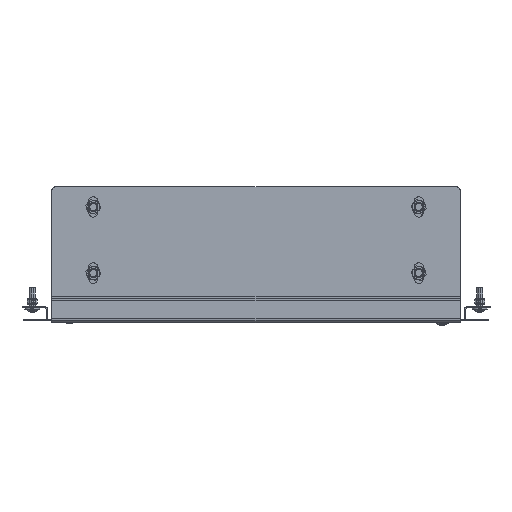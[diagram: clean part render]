
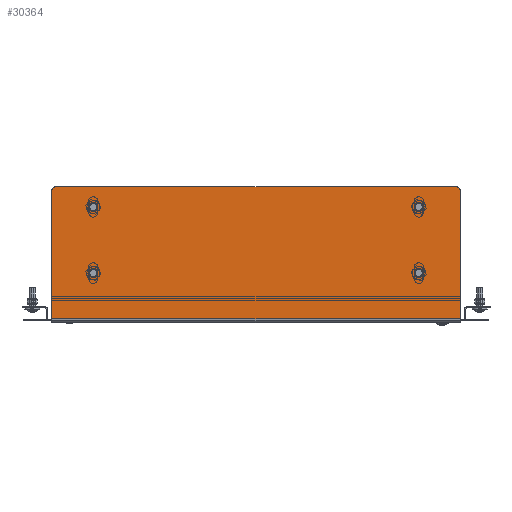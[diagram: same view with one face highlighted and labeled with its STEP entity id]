
A CAD part, front view. The second image highlights one B-rep face of the part: STEP entity #30364.
In plain terms, the highlighted planar face has unit normal (0, -1, 0).
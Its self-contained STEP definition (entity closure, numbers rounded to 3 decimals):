
#320 = FACE_OUTER_BOUND ( 'NONE', #2513, .T. ) ;
#503 = PLANE ( 'NONE',  #19269 ) ;
#644 = VECTOR ( 'NONE', #6405, 1000. ) ;
#688 = CARTESIAN_POINT ( 'NONE',  ( 201., 0., 0. ) ) ;
#842 = DIRECTION ( 'NONE',  ( 0., 1., 0. ) ) ;
#882 = CARTESIAN_POINT ( 'NONE',  ( 160., 0., 109.5 ) ) ;
#1306 = ORIENTED_EDGE ( 'NONE', *, *, #33052, .T. ) ;
#1607 = CIRCLE ( 'NONE', #12192, 4.5 ) ;
#1795 = VERTEX_POINT ( 'NONE', #4144 ) ;
#2263 = EDGE_CURVE ( 'NONE', #22078, #30832, #22682, .T. ) ;
#2356 = ORIENTED_EDGE ( 'NONE', *, *, #19662, .T. ) ;
#2410 = CARTESIAN_POINT ( 'NONE',  ( 160., 0., 118.5 ) ) ;
#2513 = EDGE_LOOP ( 'NONE', ( #14753, #16734, #7974, #13744, #4858, #4424 ) ) ;
#2543 = DIRECTION ( 'NONE',  ( 0., 0., 1. ) ) ;
#2906 = FACE_BOUND ( 'NONE', #27380, .T. ) ;
#3069 = ORIENTED_EDGE ( 'NONE', *, *, #25274, .T. ) ;
#3597 = DIRECTION ( 'NONE',  ( 0., 1., 0. ) ) ;
#3748 = DIRECTION ( 'NONE',  ( 0., 0., 1. ) ) ;
#3799 = CARTESIAN_POINT ( 'NONE',  ( -160., 0., 49. ) ) ;
#4144 = CARTESIAN_POINT ( 'NONE',  ( 201., 0., 4. ) ) ;
#4424 = ORIENTED_EDGE ( 'NONE', *, *, #19391, .T. ) ;
#4622 = VERTEX_POINT ( 'NONE', #13700 ) ;
#4795 = VECTOR ( 'NONE', #34328, 1000. ) ;
#4858 = ORIENTED_EDGE ( 'NONE', *, *, #23500, .F. ) ;
#5081 = DIRECTION ( 'NONE',  ( 0., 1., 0. ) ) ;
#5088 = EDGE_CURVE ( 'NONE', #33908, #7648, #1607, .T. ) ;
#5491 = DIRECTION ( 'NONE',  ( 0., 1., 0. ) ) ;
#6405 = DIRECTION ( 'NONE',  ( 0., 0., -1. ) ) ;
#6527 = CARTESIAN_POINT ( 'NONE',  ( -160., 0., 44.5 ) ) ;
#6823 = EDGE_CURVE ( 'NONE', #4622, #15736, #10554, .T. ) ;
#6995 = CIRCLE ( 'NONE', #32836, 4.5 ) ;
#7030 = DIRECTION ( 'NONE',  ( 0., 1., 0. ) ) ;
#7630 = DIRECTION ( 'NONE',  ( 0., 0., 1. ) ) ;
#7648 = VERTEX_POINT ( 'NONE', #882 ) ;
#7719 = CARTESIAN_POINT ( 'NONE',  ( 201., 0., 129. ) ) ;
#7828 = EDGE_LOOP ( 'NONE', ( #1306, #2356 ) ) ;
#7840 = CARTESIAN_POINT ( 'NONE',  ( 160., 0., 49. ) ) ;
#7974 = ORIENTED_EDGE ( 'NONE', *, *, #12213, .T. ) ;
#8563 = VECTOR ( 'NONE', #32909, 1000. ) ;
#8716 = ORIENTED_EDGE ( 'NONE', *, *, #17853, .T. ) ;
#9159 = LINE ( 'NONE', #25499, #644 ) ;
#9504 = DIRECTION ( 'NONE',  ( 0., 0., 1. ) ) ;
#10384 = CIRCLE ( 'NONE', #30924, 4.5 ) ;
#10389 = CARTESIAN_POINT ( 'NONE',  ( -196., 0., 134. ) ) ;
#10554 = CIRCLE ( 'NONE', #16994, 4.5 ) ;
#11700 = CIRCLE ( 'NONE', #17565, 4.5 ) ;
#11935 = VECTOR ( 'NONE', #36240, 1000. ) ;
#12032 = ORIENTED_EDGE ( 'NONE', *, *, #18170, .T. ) ;
#12135 = DIRECTION ( 'NONE',  ( 0., 0., 1. ) ) ;
#12192 = AXIS2_PLACEMENT_3D ( 'NONE', #13320, #24870, #7630 ) ;
#12213 = EDGE_CURVE ( 'NONE', #30832, #13885, #19674, .T. ) ;
#12559 = DIRECTION ( 'NONE',  ( 0., 0., 1. ) ) ;
#12740 = CARTESIAN_POINT ( 'NONE',  ( -196., 0., 129. ) ) ;
#12749 = AXIS2_PLACEMENT_3D ( 'NONE', #12740, #31702, #12559 ) ;
#13320 = CARTESIAN_POINT ( 'NONE',  ( 160., 0., 114. ) ) ;
#13417 = CARTESIAN_POINT ( 'NONE',  ( 201., 0., 4. ) ) ;
#13700 = CARTESIAN_POINT ( 'NONE',  ( -160., 0., 118.5 ) ) ;
#13744 = ORIENTED_EDGE ( 'NONE', *, *, #16722, .F. ) ;
#13885 = VERTEX_POINT ( 'NONE', #31584 ) ;
#14267 = VERTEX_POINT ( 'NONE', #6527 ) ;
#14314 = FACE_BOUND ( 'NONE', #32109, .T. ) ;
#14643 = LINE ( 'NONE', #22698, #4795 ) ;
#14753 = ORIENTED_EDGE ( 'NONE', *, *, #35868, .T. ) ;
#15489 = DIRECTION ( 'NONE',  ( 0., 0., 1. ) ) ;
#15736 = VERTEX_POINT ( 'NONE', #33179 ) ;
#16645 = VERTEX_POINT ( 'NONE', #7719 ) ;
#16722 = EDGE_CURVE ( 'NONE', #1795, #13885, #21676, .T. ) ;
#16734 = ORIENTED_EDGE ( 'NONE', *, *, #2263, .T. ) ;
#16994 = AXIS2_PLACEMENT_3D ( 'NONE', #18067, #7030, #3748 ) ;
#17249 = DIRECTION ( 'NONE',  ( 0., 0., 1. ) ) ;
#17565 = AXIS2_PLACEMENT_3D ( 'NONE', #27717, #5491, #2543 ) ;
#17638 = CARTESIAN_POINT ( 'NONE',  ( -201., 0., 129. ) ) ;
#17853 = EDGE_CURVE ( 'NONE', #14267, #24755, #10384, .T. ) ;
#17975 = CARTESIAN_POINT ( 'NONE',  ( -160., 0., 53.5 ) ) ;
#18067 = CARTESIAN_POINT ( 'NONE',  ( -160., 0., 114. ) ) ;
#18170 = EDGE_CURVE ( 'NONE', #24755, #14267, #23878, .T. ) ;
#18530 = ORIENTED_EDGE ( 'NONE', *, *, #6823, .T. ) ;
#19269 = AXIS2_PLACEMENT_3D ( 'NONE', #688, #30684, #17249 ) ;
#19391 = EDGE_CURVE ( 'NONE', #16645, #30079, #30456, .T. ) ;
#19547 = CIRCLE ( 'NONE', #35421, 4.5 ) ;
#19662 = EDGE_CURVE ( 'NONE', #24712, #22394, #11700, .T. ) ;
#19674 = LINE ( 'NONE', #22060, #11935 ) ;
#19722 = CARTESIAN_POINT ( 'NONE',  ( 160., 0., 53.5 ) ) ;
#20036 = CIRCLE ( 'NONE', #32977, 4.5 ) ;
#20151 = ORIENTED_EDGE ( 'NONE', *, *, #5088, .T. ) ;
#20168 = DIRECTION ( 'NONE',  ( 0., 1., 0. ) ) ;
#20706 = DIRECTION ( 'NONE',  ( 0., 1., 0. ) ) ;
#21676 = LINE ( 'NONE', #13417, #8563 ) ;
#22060 = CARTESIAN_POINT ( 'NONE',  ( -201., 0., 0. ) ) ;
#22078 = VERTEX_POINT ( 'NONE', #10389 ) ;
#22394 = VERTEX_POINT ( 'NONE', #19722 ) ;
#22549 = FACE_BOUND ( 'NONE', #7828, .T. ) ;
#22682 = CIRCLE ( 'NONE', #12749, 5. ) ;
#22698 = CARTESIAN_POINT ( 'NONE',  ( 201., 0., 134. ) ) ;
#22738 = CARTESIAN_POINT ( 'NONE',  ( 160., 0., 44.5 ) ) ;
#23099 = CARTESIAN_POINT ( 'NONE',  ( -160., 0., 49. ) ) ;
#23500 = EDGE_CURVE ( 'NONE', #16645, #1795, #9159, .T. ) ;
#23852 = EDGE_CURVE ( 'NONE', #15736, #4622, #20036, .T. ) ;
#23878 = CIRCLE ( 'NONE', #25647, 4.5 ) ;
#23893 = ORIENTED_EDGE ( 'NONE', *, *, #23852, .T. ) ;
#24712 = VERTEX_POINT ( 'NONE', #22738 ) ;
#24755 = VERTEX_POINT ( 'NONE', #17975 ) ;
#24870 = DIRECTION ( 'NONE',  ( 0., 1., 0. ) ) ;
#25274 = EDGE_CURVE ( 'NONE', #7648, #33908, #19547, .T. ) ;
#25495 = FACE_BOUND ( 'NONE', #32365, .T. ) ;
#25499 = CARTESIAN_POINT ( 'NONE',  ( 201., 0., 0. ) ) ;
#25647 = AXIS2_PLACEMENT_3D ( 'NONE', #3799, #20706, #9504 ) ;
#26017 = CARTESIAN_POINT ( 'NONE',  ( 160., 0., 114. ) ) ;
#26440 = CARTESIAN_POINT ( 'NONE',  ( 196., 0., 134. ) ) ;
#27380 = EDGE_LOOP ( 'NONE', ( #20151, #3069 ) ) ;
#27717 = CARTESIAN_POINT ( 'NONE',  ( 160., 0., 49. ) ) ;
#28599 = DIRECTION ( 'NONE',  ( 0., 0., 1. ) ) ;
#28625 = DIRECTION ( 'NONE',  ( 0., 0., 1. ) ) ;
#30079 = VERTEX_POINT ( 'NONE', #26440 ) ;
#30261 = DIRECTION ( 'NONE',  ( 0., 0., 1. ) ) ;
#30364 = ADVANCED_FACE ( 'NONE', ( #22549, #2906, #14314, #25495, #320 ), #503, .F. ) ;
#30456 = CIRCLE ( 'NONE', #35157, 5. ) ;
#30684 = DIRECTION ( 'NONE',  ( 0., 1., 0. ) ) ;
#30832 = VERTEX_POINT ( 'NONE', #17638 ) ;
#30924 = AXIS2_PLACEMENT_3D ( 'NONE', #23099, #20168, #28625 ) ;
#31584 = CARTESIAN_POINT ( 'NONE',  ( -201., 0., 4. ) ) ;
#31702 = DIRECTION ( 'NONE',  ( 0., -1., 0. ) ) ;
#32109 = EDGE_LOOP ( 'NONE', ( #18530, #23893 ) ) ;
#32365 = EDGE_LOOP ( 'NONE', ( #12032, #8716 ) ) ;
#32836 = AXIS2_PLACEMENT_3D ( 'NONE', #7840, #5081, #30261 ) ;
#32909 = DIRECTION ( 'NONE',  ( -1., 0., 0. ) ) ;
#32977 = AXIS2_PLACEMENT_3D ( 'NONE', #34319, #3597, #15489 ) ;
#33052 = EDGE_CURVE ( 'NONE', #22394, #24712, #6995, .T. ) ;
#33179 = CARTESIAN_POINT ( 'NONE',  ( -160., 0., 109.5 ) ) ;
#33849 = DIRECTION ( 'NONE',  ( 0., -1., 0. ) ) ;
#33908 = VERTEX_POINT ( 'NONE', #2410 ) ;
#34319 = CARTESIAN_POINT ( 'NONE',  ( -160., 0., 114. ) ) ;
#34328 = DIRECTION ( 'NONE',  ( -1., 0., 0. ) ) ;
#34583 = CARTESIAN_POINT ( 'NONE',  ( 196., 0., 129. ) ) ;
#35157 = AXIS2_PLACEMENT_3D ( 'NONE', #34583, #33849, #12135 ) ;
#35421 = AXIS2_PLACEMENT_3D ( 'NONE', #26017, #842, #28599 ) ;
#35868 = EDGE_CURVE ( 'NONE', #30079, #22078, #14643, .T. ) ;
#36240 = DIRECTION ( 'NONE',  ( 0., 0., -1. ) ) ;
